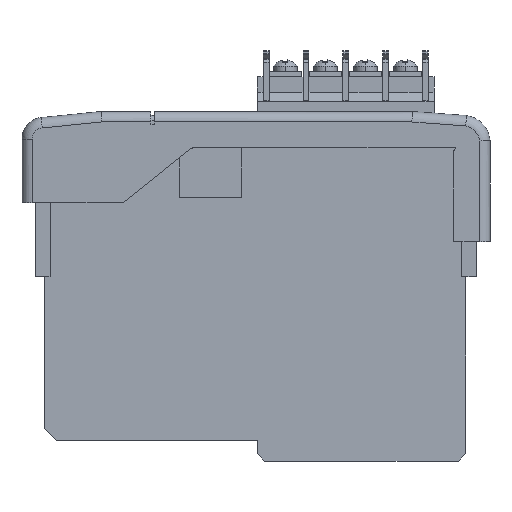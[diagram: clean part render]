
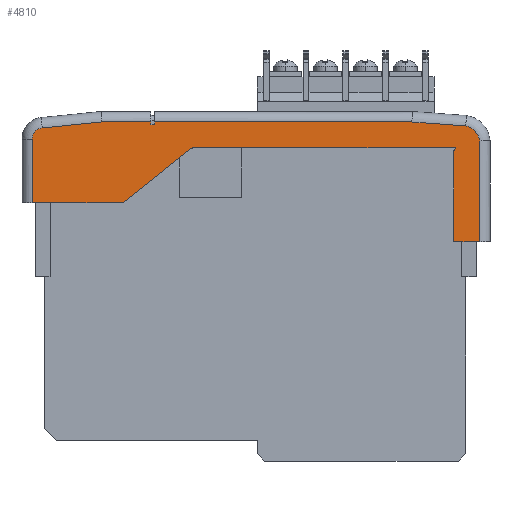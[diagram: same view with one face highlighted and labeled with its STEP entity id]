
A CAD part, left-side view. The second image highlights one B-rep face of the part: STEP entity #4810.
In plain terms, the highlighted planar face has unit normal (-1, 0, 0).
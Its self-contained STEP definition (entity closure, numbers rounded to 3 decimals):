
#971 = VERTEX_POINT ( 'NONE', #31682 ) ;
#979 = EDGE_CURVE ( 'NONE', #3419, #971, #31761, .T. ) ;
#1124 = VERTEX_POINT ( 'NONE', #32037 ) ;
#1150 = EDGE_CURVE ( 'NONE', #1151, #1124, #32106, .T. ) ;
#1151 = VERTEX_POINT ( 'NONE', #32146 ) ;
#1332 = VERTEX_POINT ( 'NONE', #32565 ) ;
#3419 = VERTEX_POINT ( 'NONE', #13158 ) ;
#3501 = EDGE_CURVE ( 'NONE', #3419, #3502, #13429, .T. ) ;
#3502 = VERTEX_POINT ( 'NONE', #13425 ) ;
#4214 = VERTEX_POINT ( 'NONE', #15774 ) ;
#4220 = EDGE_CURVE ( 'NONE', #1332, #4214, #15822, .T. ) ;
#4388 = VERTEX_POINT ( 'NONE', #16151 ) ;
#4412 = VERTEX_POINT ( 'NONE', #16181 ) ;
#4414 = EDGE_CURVE ( 'NONE', #4388, #4412, #16180, .T. ) ;
#4792 = EDGE_CURVE ( 'NONE', #3502, #4877, #17283, .T. ) ;
#4793 = ORIENTED_EDGE ( 'NONE', *, *, #3501, .F. ) ;
#4794 = ORIENTED_EDGE ( 'NONE', *, *, #979, .T. ) ;
#4795 = ORIENTED_EDGE ( 'NONE', *, *, #4796, .T. ) ;
#4796 = EDGE_CURVE ( 'NONE', #971, #4797, #17279, .T. ) ;
#4797 = VERTEX_POINT ( 'NONE', #17275 ) ;
#4798 = ORIENTED_EDGE ( 'NONE', *, *, #4799, .T. ) ;
#4799 = EDGE_CURVE ( 'NONE', #4797, #4860, #17274, .T. ) ;
#4810 = ADVANCED_FACE ( 'NONE', ( #17308 ), #17340, .F. ) ;
#4846 = ORIENTED_EDGE ( 'NONE', *, *, #4847, .F. ) ;
#4847 = EDGE_CURVE ( 'NONE', #4848, #4872, #17456, .T. ) ;
#4848 = VERTEX_POINT ( 'NONE', #17447 ) ;
#4849 = ORIENTED_EDGE ( 'NONE', *, *, #4850, .F. ) ;
#4850 = EDGE_CURVE ( 'NONE', #1332, #4848, #17446, .T. ) ;
#4851 = ORIENTED_EDGE ( 'NONE', *, *, #4220, .T. ) ;
#4852 = ORIENTED_EDGE ( 'NONE', *, *, #4853, .T. ) ;
#4853 = EDGE_CURVE ( 'NONE', #4214, #4854, #17441, .T. ) ;
#4854 = VERTEX_POINT ( 'NONE', #17442 ) ;
#4855 = ORIENTED_EDGE ( 'NONE', *, *, #4856, .T. ) ;
#4856 = EDGE_CURVE ( 'NONE', #4854, #4857, #17492, .T. ) ;
#4857 = VERTEX_POINT ( 'NONE', #17487 ) ;
#4858 = ORIENTED_EDGE ( 'NONE', *, *, #4859, .T. ) ;
#4859 = EDGE_CURVE ( 'NONE', #4857, #1151, #17486, .T. ) ;
#4860 = VERTEX_POINT ( 'NONE', #17482 ) ;
#4861 = ORIENTED_EDGE ( 'NONE', *, *, #4862, .T. ) ;
#4862 = EDGE_CURVE ( 'NONE', #4860, #4388, #17481, .T. ) ;
#4863 = ORIENTED_EDGE ( 'NONE', *, *, #4414, .T. ) ;
#4864 = ORIENTED_EDGE ( 'NONE', *, *, #4865, .F. ) ;
#4865 = EDGE_CURVE ( 'NONE', #4866, #4412, #17477, .T. ) ;
#4866 = VERTEX_POINT ( 'NONE', #17473 ) ;
#4867 = ORIENTED_EDGE ( 'NONE', *, *, #4868, .F. ) ;
#4868 = EDGE_CURVE ( 'NONE', #4869, #4866, #17472, .T. ) ;
#4869 = VERTEX_POINT ( 'NONE', #17467 ) ;
#4870 = ORIENTED_EDGE ( 'NONE', *, *, #4871, .F. ) ;
#4871 = EDGE_CURVE ( 'NONE', #4872, #4869, #17466, .T. ) ;
#4872 = VERTEX_POINT ( 'NONE', #17521 ) ;
#4873 = EDGE_LOOP ( 'NONE', ( #4874, #4875, #4878, #4793, #4794, #4795, #4798, #4861, #4863, #4864, #4867, #4870, #4846, #4849, #4851, #4852, #4855, #4858 ) ) ;
#4874 = ORIENTED_EDGE ( 'NONE', *, *, #1150, .T. ) ;
#4875 = ORIENTED_EDGE ( 'NONE', *, *, #4876, .F. ) ;
#4876 = EDGE_CURVE ( 'NONE', #4877, #1124, #17520, .T. ) ;
#4877 = VERTEX_POINT ( 'NONE', #17516 ) ;
#4878 = ORIENTED_EDGE ( 'NONE', *, *, #4792, .F. ) ;
#13158 = CARTESIAN_POINT ( 'NONE',  ( 0.5, 24.723, 3.114 ) ) ;
#13425 = CARTESIAN_POINT ( 'NONE',  ( 0.5, 24.723, 2.616 ) ) ;
#13426 = DIRECTION ( 'NONE',  ( 0., 0., -1. ) ) ;
#13427 = VECTOR ( 'NONE', #13426, 1000. ) ;
#13428 = CARTESIAN_POINT ( 'NONE',  ( 0.5, 24.723, 4.364 ) ) ;
#13429 = LINE ( 'NONE', #13428, #13427 ) ;
#15774 = CARTESIAN_POINT ( 'NONE',  ( 0.5, -38.527, -19.886 ) ) ;
#15819 = DIRECTION ( 'NONE',  ( 0., -1., 0. ) ) ;
#15820 = VECTOR ( 'NONE', #15819, 1000. ) ;
#15821 = CARTESIAN_POINT ( 'NONE',  ( 0.5, -40.527, -19.886 ) ) ;
#15822 = LINE ( 'NONE', #15821, #15820 ) ;
#16151 = CARTESIAN_POINT ( 'NONE',  ( 0.5, 47.473, -12.386 ) ) ;
#16177 = DIRECTION ( 'NONE',  ( 0., -1., 0. ) ) ;
#16178 = VECTOR ( 'NONE', #16177, 1000. ) ;
#16179 = CARTESIAN_POINT ( 'NONE',  ( 0.5, 29.973, -12.386 ) ) ;
#16180 = LINE ( 'NONE', #16179, #16178 ) ;
#16181 = CARTESIAN_POINT ( 'NONE',  ( 0.5, 29.973, -12.386 ) ) ;
#17270 = DIRECTION ( 'NONE',  ( 0., 0., -1. ) ) ;
#17271 = DIRECTION ( 'NONE',  ( -1., 0., 0. ) ) ;
#17272 = CARTESIAN_POINT ( 'NONE',  ( 0.5, 45.358, -0.133 ) ) ;
#17273 = AXIS2_PLACEMENT_3D ( 'NONE', #17272, #17271, #17270 ) ;
#17274 = CIRCLE ( 'NONE', #17273, 2.116 ) ;
#17275 = CARTESIAN_POINT ( 'NONE',  ( 0.5, 45.569, 1.973 ) ) ;
#17276 = DIRECTION ( 'NONE',  ( 0., 0.995, -0.1 ) ) ;
#17277 = VECTOR ( 'NONE', #17276, 1000. ) ;
#17278 = CARTESIAN_POINT ( 'NONE',  ( 0.5, 45.569, 1.973 ) ) ;
#17279 = LINE ( 'NONE', #17278, #17277 ) ;
#17280 = DIRECTION ( 'NONE',  ( 0., -1., 0. ) ) ;
#17281 = VECTOR ( 'NONE', #17280, 1000. ) ;
#17282 = CARTESIAN_POINT ( 'NONE',  ( 0.5, 24.723, 2.616 ) ) ;
#17283 = LINE ( 'NONE', #17282, #17281 ) ;
#17308 = FACE_OUTER_BOUND ( 'NONE', #4873, .T. ) ;
#17336 = DIRECTION ( 'NONE',  ( 0., 0., -1. ) ) ;
#17337 = DIRECTION ( 'NONE',  ( 1., 0., 0. ) ) ;
#17338 = CARTESIAN_POINT ( 'NONE',  ( 0.5, -35.258, -0.876 ) ) ;
#17339 = AXIS2_PLACEMENT_3D ( 'NONE', #17338, #17337, #17336 ) ;
#17340 = PLANE ( 'NONE',  #17339 ) ;
#17438 = DIRECTION ( 'NONE',  ( 0., 0., 1. ) ) ;
#17439 = VECTOR ( 'NONE', #17438, 1000. ) ;
#17440 = CARTESIAN_POINT ( 'NONE',  ( 0.5, -38.527, -0.463 ) ) ;
#17441 = LINE ( 'NONE', #17440, #17439 ) ;
#17442 = CARTESIAN_POINT ( 'NONE',  ( 0.5, -38.527, -0.55 ) ) ;
#17443 = DIRECTION ( 'NONE',  ( 0., 0., 1. ) ) ;
#17444 = VECTOR ( 'NONE', #17443, 1000. ) ;
#17445 = CARTESIAN_POINT ( 'NONE',  ( 0.5, -33.527, -2.386 ) ) ;
#17446 = LINE ( 'NONE', #17445, #17444 ) ;
#17447 = CARTESIAN_POINT ( 'NONE',  ( 0.5, -33.527, -2.386 ) ) ;
#17448 = DIRECTION ( 'NONE',  ( 0., 0., -1. ) ) ;
#17449 = DIRECTION ( 'NONE',  ( -1., 0., 0. ) ) ;
#17450 = CARTESIAN_POINT ( 'NONE',  ( 0.5, -33.326, -1.928 ) ) ;
#17451 = AXIS2_PLACEMENT_3D ( 'NONE', #17450, #17449, #17448 ) ;
#17456 = CIRCLE ( 'NONE', #17451, 0.5 ) ;
#17462 = DIRECTION ( 'NONE',  ( 0., 1., 0. ) ) ;
#17463 = VECTOR ( 'NONE', #17462, 1000. ) ;
#17465 = CARTESIAN_POINT ( 'NONE',  ( 0.5, 16.645, -1.886 ) ) ;
#17466 = LINE ( 'NONE', #17465, #17463 ) ;
#17467 = CARTESIAN_POINT ( 'NONE',  ( 0.5, 16.645, -1.886 ) ) ;
#17468 = DIRECTION ( 'NONE',  ( 0., 0., -1. ) ) ;
#17469 = DIRECTION ( 'NONE',  ( -1., 0., 0. ) ) ;
#17470 = CARTESIAN_POINT ( 'NONE',  ( 0.5, 16.645, -2.386 ) ) ;
#17471 = AXIS2_PLACEMENT_3D ( 'NONE', #17470, #17469, #17468 ) ;
#17472 = CIRCLE ( 'NONE', #17471, 0.5 ) ;
#17473 = CARTESIAN_POINT ( 'NONE',  ( 0.5, 16.989, -2.023 ) ) ;
#17474 = DIRECTION ( 'NONE',  ( 0., 0.782, -0.624 ) ) ;
#17475 = VECTOR ( 'NONE', #17474, 1000. ) ;
#17476 = CARTESIAN_POINT ( 'NONE',  ( 0.5, 29.973, -12.386 ) ) ;
#17477 = LINE ( 'NONE', #17476, #17475 ) ;
#17478 = DIRECTION ( 'NONE',  ( 0., 0., -1. ) ) ;
#17479 = VECTOR ( 'NONE', #17478, 1000. ) ;
#17480 = CARTESIAN_POINT ( 'NONE',  ( 0.5, 47.473, -12.386 ) ) ;
#17481 = LINE ( 'NONE', #17480, #17479 ) ;
#17482 = CARTESIAN_POINT ( 'NONE',  ( 0.5, 47.473, -0.213 ) ) ;
#17483 = DIRECTION ( 'NONE',  ( 0., 0.997, 0.073 ) ) ;
#17484 = VECTOR ( 'NONE', #17483, 1000. ) ;
#17485 = CARTESIAN_POINT ( 'NONE',  ( 0.5, -35.496, 2.384 ) ) ;
#17486 = LINE ( 'NONE', #17485, #17484 ) ;
#17487 = CARTESIAN_POINT ( 'NONE',  ( 0.5, -35.822, 2.36 ) ) ;
#17488 = DIRECTION ( 'NONE',  ( 0., 0., -1. ) ) ;
#17489 = DIRECTION ( 'NONE',  ( -1., 0., 0. ) ) ;
#17490 = CARTESIAN_POINT ( 'NONE',  ( 0.5, -35.258, -0.876 ) ) ;
#17491 = AXIS2_PLACEMENT_3D ( 'NONE', #17490, #17489, #17488 ) ;
#17492 = CIRCLE ( 'NONE', #17491, 3.285 ) ;
#17516 = CARTESIAN_POINT ( 'NONE',  ( 0.5, 23.974, 2.616 ) ) ;
#17517 = DIRECTION ( 'NONE',  ( 0., 0., 1. ) ) ;
#17518 = VECTOR ( 'NONE', #17517, 1000. ) ;
#17519 = CARTESIAN_POINT ( 'NONE',  ( 0.5, 23.974, 4.364 ) ) ;
#17520 = LINE ( 'NONE', #17519, #17518 ) ;
#17521 = CARTESIAN_POINT ( 'NONE',  ( 0.5, -33.824, -1.886 ) ) ;
#31682 = CARTESIAN_POINT ( 'NONE',  ( 0.5, 34.17, 3.114 ) ) ;
#31758 = DIRECTION ( 'NONE',  ( 0., 1., 0. ) ) ;
#31759 = VECTOR ( 'NONE', #31758, 1000. ) ;
#31760 = CARTESIAN_POINT ( 'NONE',  ( 0.5, 34.27, 3.114 ) ) ;
#31761 = LINE ( 'NONE', #31760, #31759 ) ;
#32037 = CARTESIAN_POINT ( 'NONE',  ( 0.5, 23.974, 3.114 ) ) ;
#32106 = LINE ( 'NONE', #32149, #32148 ) ;
#32146 = CARTESIAN_POINT ( 'NONE',  ( 0.5, -25.509, 3.114 ) ) ;
#32147 = DIRECTION ( 'NONE',  ( 0., 1., 0. ) ) ;
#32148 = VECTOR ( 'NONE', #32147, 1000. ) ;
#32149 = CARTESIAN_POINT ( 'NONE',  ( 0.5, 34.27, 3.114 ) ) ;
#32565 = CARTESIAN_POINT ( 'NONE',  ( 0.5, -33.527, -19.886 ) ) ;
